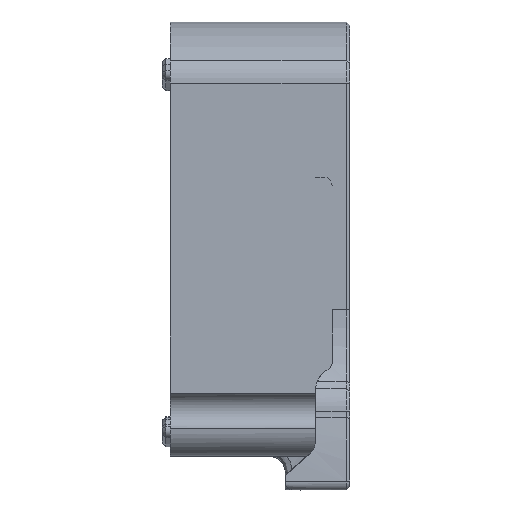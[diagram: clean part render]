
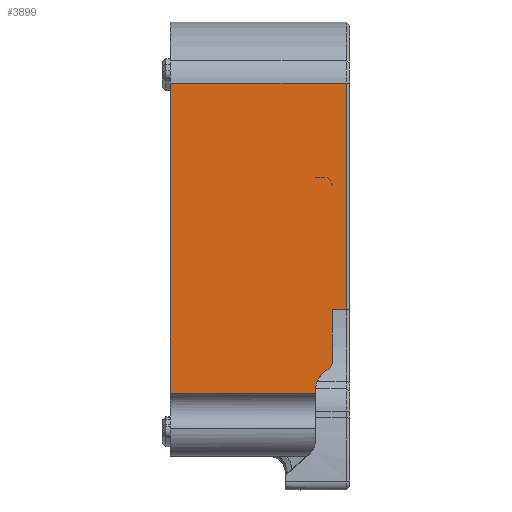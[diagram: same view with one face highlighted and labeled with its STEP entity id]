
A CAD part, front view. The second image highlights one B-rep face of the part: STEP entity #3899.
In plain terms, the highlighted face is planar.
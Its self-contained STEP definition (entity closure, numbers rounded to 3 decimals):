
#57=FACE_BOUND('',#558,.T.);
#160=PLANE('',#4232);
#315=FACE_OUTER_BOUND('',#557,.T.);
#557=EDGE_LOOP('',(#3006,#3007,#3008,#3009,#3010,#3011,#3012,#3013,#3014));
#558=EDGE_LOOP('',(#3015,#3016,#3017,#3018));
#787=CIRCLE('',#4233,3.);
#788=CIRCLE('',#4234,1.);
#966=B_SPLINE_CURVE_WITH_KNOTS('',3,(#7961,#7962,#7963,#7964,#7965,#7966,
#7967,#7968,#7969,#7970),.UNSPECIFIED.,.F.,.F.,(4,2,2,2,4),(-0.155,
-0.113,-0.074,-0.036,0.),
 .UNSPECIFIED.);
#967=B_SPLINE_CURVE_WITH_KNOTS('',3,(#7971,#7972,#7973,#7974,#7975,#7976,
#7977,#7978,#7979,#7980),.UNSPECIFIED.,.F.,.F.,(4,2,2,2,4),(-0.155,
-0.113,-0.074,-0.036,0.),
 .UNSPECIFIED.);
#1143=LINE('',#7945,#1432);
#1144=LINE('',#7947,#1433);
#1145=LINE('',#7949,#1434);
#1146=LINE('',#7951,#1435);
#1147=LINE('',#7953,#1436);
#1148=LINE('',#7955,#1437);
#1149=LINE('',#7956,#1438);
#1150=LINE('',#7959,#1439);
#1151=LINE('',#7981,#1440);
#1432=VECTOR('',#5011,10.);
#1433=VECTOR('',#5012,1000.);
#1434=VECTOR('',#5013,1000.);
#1435=VECTOR('',#5014,1000.);
#1436=VECTOR('',#5015,10.);
#1437=VECTOR('',#5016,10.);
#1438=VECTOR('',#5017,10.);
#1439=VECTOR('',#5018,1000.);
#1440=VECTOR('',#5019,1000.);
#1789=VERTEX_POINT('',#7939);
#1790=VERTEX_POINT('',#7940);
#1791=VERTEX_POINT('',#7942);
#1792=VERTEX_POINT('',#7944);
#1793=VERTEX_POINT('',#7946);
#1794=VERTEX_POINT('',#7948);
#1795=VERTEX_POINT('',#7950);
#1796=VERTEX_POINT('',#7952);
#1797=VERTEX_POINT('',#7954);
#1798=VERTEX_POINT('',#7957);
#1799=VERTEX_POINT('',#7958);
#1800=VERTEX_POINT('',#7960);
#2247=EDGE_CURVE('',#1789,#1790,#787,.T.);
#2248=EDGE_CURVE('',#1791,#1789,#788,.T.);
#2249=EDGE_CURVE('',#1792,#1791,#1143,.T.);
#2250=EDGE_CURVE('',#1792,#1793,#1144,.T.);
#2251=EDGE_CURVE('',#1794,#1793,#1145,.T.);
#2252=EDGE_CURVE('',#1794,#1795,#1146,.T.);
#2253=EDGE_CURVE('',#1795,#1796,#1147,.T.);
#2254=EDGE_CURVE('',#1796,#1797,#1148,.T.);
#2255=EDGE_CURVE('',#1790,#1797,#1149,.T.);
#2256=EDGE_CURVE('',#1798,#1799,#1150,.T.);
#2257=EDGE_CURVE('',#1800,#1799,#966,.T.);
#2258=EDGE_CURVE('',#1800,#1799,#967,.T.);
#2259=EDGE_CURVE('',#1798,#1799,#1151,.T.);
#3006=ORIENTED_EDGE('',*,*,#2247,.F.);
#3007=ORIENTED_EDGE('',*,*,#2248,.F.);
#3008=ORIENTED_EDGE('',*,*,#2249,.F.);
#3009=ORIENTED_EDGE('',*,*,#2250,.T.);
#3010=ORIENTED_EDGE('',*,*,#2251,.F.);
#3011=ORIENTED_EDGE('',*,*,#2252,.T.);
#3012=ORIENTED_EDGE('',*,*,#2253,.T.);
#3013=ORIENTED_EDGE('',*,*,#2254,.T.);
#3014=ORIENTED_EDGE('',*,*,#2255,.F.);
#3015=ORIENTED_EDGE('',*,*,#2256,.T.);
#3016=ORIENTED_EDGE('',*,*,#2257,.F.);
#3017=ORIENTED_EDGE('',*,*,#2258,.T.);
#3018=ORIENTED_EDGE('',*,*,#2259,.F.);
#3899=ADVANCED_FACE('',(#315,#57),#160,.T.);
#4232=AXIS2_PLACEMENT_3D('',#7938,#5005,#5006);
#4233=AXIS2_PLACEMENT_3D('',#7941,#5007,#5008);
#4234=AXIS2_PLACEMENT_3D('',#7943,#5009,#5010);
#5005=DIRECTION('center_axis',(0.,1.,0.));
#5006=DIRECTION('ref_axis',(1.,0.,0.));
#5007=DIRECTION('center_axis',(0.,1.,0.));
#5008=DIRECTION('ref_axis',(1.,0.,0.));
#5009=DIRECTION('center_axis',(0.,-1.,0.));
#5010=DIRECTION('ref_axis',(0.707,0.,0.707));
#5011=DIRECTION('',(0.,0.,1.));
#5012=DIRECTION('',(1.,0.,0.));
#5013=DIRECTION('',(0.,0.,1.));
#5014=DIRECTION('',(-1.,0.,0.));
#5015=DIRECTION('',(0.,0.,1.));
#5016=DIRECTION('',(1.,0.,0.));
#5017=DIRECTION('',(0.,0.,1.));
#5018=DIRECTION('',(1.,0.,0.));
#5019=DIRECTION('',(1.,0.,0.));
#7938=CARTESIAN_POINT('Origin',(0.,22.1,-71.452));
#7939=CARTESIAN_POINT('',(5.475,22.1,-74.726));
#7940=CARTESIAN_POINT('',(3.9,22.1,-72.086));
#7941=CARTESIAN_POINT('Origin',(6.9,22.1,-72.086));
#7942=CARTESIAN_POINT('',(6.,22.1,-75.606));
#7943=CARTESIAN_POINT('Origin',(5.,22.1,-75.606));
#7944=CARTESIAN_POINT('',(6.,22.1,-82.299));
#7945=CARTESIAN_POINT('',(6.,22.1,-97.546));
#7946=CARTESIAN_POINT('',(7.8,22.1,-82.299));
#7947=CARTESIAN_POINT('',(8.2,22.1,-82.299));
#7948=CARTESIAN_POINT('',(7.8,22.1,-110.997));
#7949=CARTESIAN_POINT('',(7.8,22.1,-79.972));
#7950=CARTESIAN_POINT('',(-14.5,22.1,-110.997));
#7951=CARTESIAN_POINT('',(-21.8,22.1,-110.997));
#7952=CARTESIAN_POINT('',(-14.5,22.1,-71.724));
#7953=CARTESIAN_POINT('',(-14.5,22.1,-100.176));
#7954=CARTESIAN_POINT('',(3.9,22.1,-71.724));
#7955=CARTESIAN_POINT('',(-14.5,22.1,-71.724));
#7956=CARTESIAN_POINT('',(3.9,22.1,-96.494));
#7957=CARTESIAN_POINT('',(3.9,22.1,-99.088));
#7958=CARTESIAN_POINT('',(5.,22.1,-99.088));
#7959=CARTESIAN_POINT('',(6.,22.1,-99.088));
#7960=CARTESIAN_POINT('',(6.,22.1,-97.994));
#7961=CARTESIAN_POINT('Ctrl Pts',(6.,22.1,-97.994));
#7962=CARTESIAN_POINT('Ctrl Pts',(6.,22.1,-98.133));
#7963=CARTESIAN_POINT('Ctrl Pts',(5.97,22.1,-98.298));
#7964=CARTESIAN_POINT('Ctrl Pts',(5.87,22.1,-98.551));
#7965=CARTESIAN_POINT('Ctrl Pts',(5.786,22.1,-98.686));
#7966=CARTESIAN_POINT('Ctrl Pts',(5.608,22.1,-98.873));
#7967=CARTESIAN_POINT('Ctrl Pts',(5.486,22.1,-98.96));
#7968=CARTESIAN_POINT('Ctrl Pts',(5.261,22.1,-99.058));
#7969=CARTESIAN_POINT('Ctrl Pts',(5.12,22.1,-99.088));
#7970=CARTESIAN_POINT('Ctrl Pts',(5.,22.1,-99.088));
#7971=CARTESIAN_POINT('Ctrl Pts',(6.,22.1,-97.994));
#7972=CARTESIAN_POINT('Ctrl Pts',(6.,22.1,-98.133));
#7973=CARTESIAN_POINT('Ctrl Pts',(5.97,22.1,-98.298));
#7974=CARTESIAN_POINT('Ctrl Pts',(5.87,22.1,-98.551));
#7975=CARTESIAN_POINT('Ctrl Pts',(5.786,22.1,-98.686));
#7976=CARTESIAN_POINT('Ctrl Pts',(5.608,22.1,-98.873));
#7977=CARTESIAN_POINT('Ctrl Pts',(5.486,22.1,-98.96));
#7978=CARTESIAN_POINT('Ctrl Pts',(5.261,22.1,-99.058));
#7979=CARTESIAN_POINT('Ctrl Pts',(5.12,22.1,-99.088));
#7980=CARTESIAN_POINT('Ctrl Pts',(5.,22.1,-99.088));
#7981=CARTESIAN_POINT('',(6.,22.1,-99.088));
